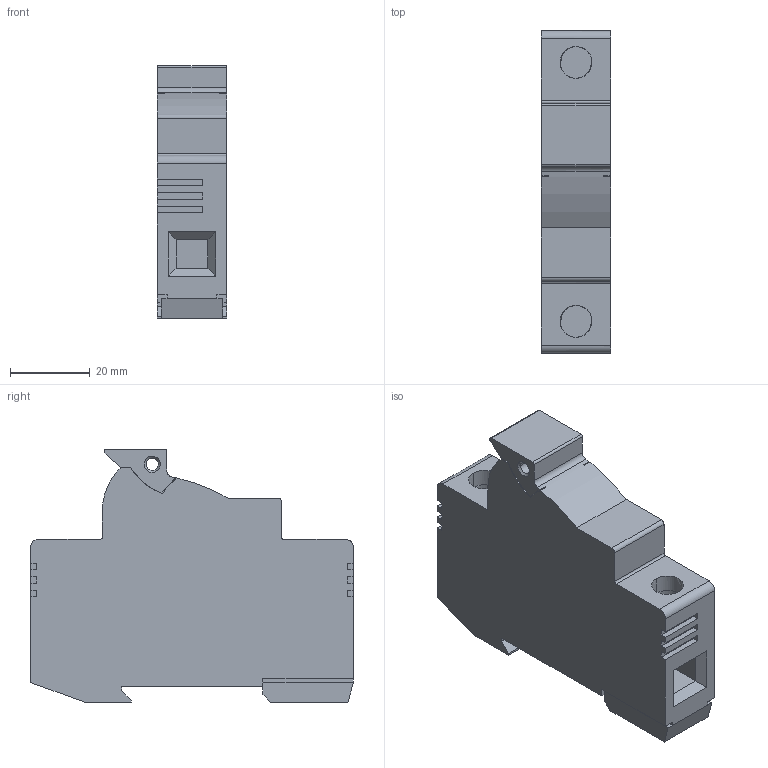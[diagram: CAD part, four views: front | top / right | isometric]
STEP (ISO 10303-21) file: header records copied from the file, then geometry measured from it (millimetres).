
FILE_DESCRIPTION((''),'2;1');
FILE_NAME('EFD10.stp','2024-10-15T10:19:18',('User'),('SDRC'), 'I-DEAS Master Series','UNIX','Yes');
FILE_SCHEMA(('CONFIG_CONTROL_DESIGN', 'GEOMETRIC_VALIDATION_PROPERTIES_MIM','SHAPE_APPEARANCE_LAYER_MIM'));
Length unit declared in the file: millimetre
Bounding box: 17.5 x 81 x 63.5 mm (x, y, z)
Volume: 63789.4 mm3; surface area: 14782.3 mm2
Topology: 1 solids, 1 shells, 117 faces, 344 edges, 233 vertices
Faces by surface type: bspline 117
Entity records: 4181 total; most frequent: CARTESIAN_POINT 2082, ORIENTED_EDGE 688, EDGE_CURVE 344, QUASI_UNIFORM_CURVE 249, VERTEX_POINT 233, EDGE_LOOP 123, FACE_OUTER_BOUND 117, ADVANCED_FACE 117
